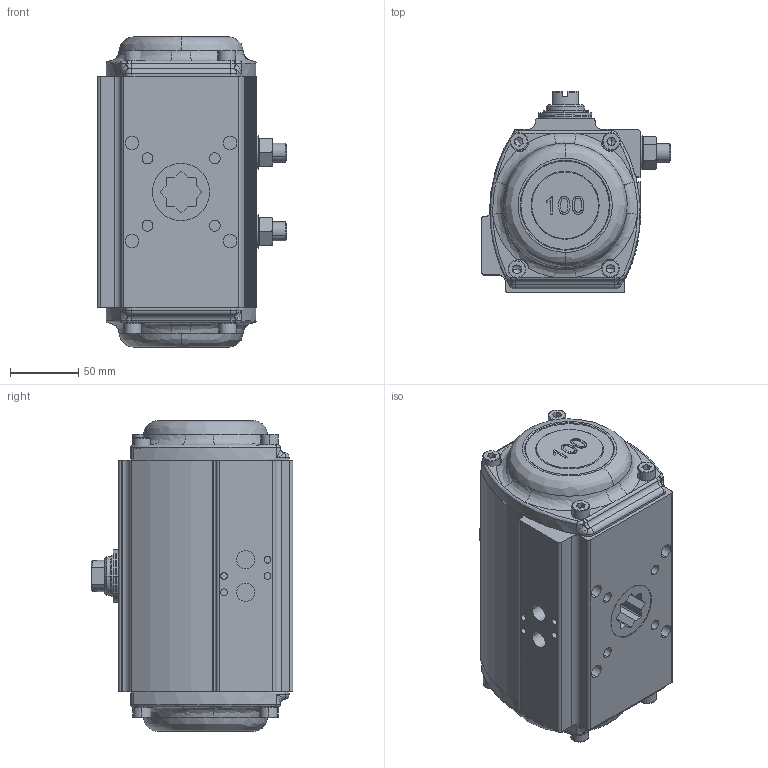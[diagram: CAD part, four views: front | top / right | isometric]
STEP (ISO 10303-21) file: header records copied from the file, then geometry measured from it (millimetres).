
FILE_DESCRIPTION (( 'STEP AP203' ), '1' );
FILE_NAME ('RD100.STEP', '2024-11-11T06:23:50', ( 'noh' ), ( '' ), 'SwSTEP 2.0', 'SolidWorks 2017', '' );
FILE_SCHEMA (( 'CONFIG_CONTROL_DESIGN' ));
Length unit declared in the file: millimetre
Products named in the file (11): R100 Body; 100 Shaft; 蝶饜ぷ 獐お_KS 1028 ConeP - M12 x 10-N; socket head cap screw_ks_KS 1003 - M8 x 16 x 16-S; 蝶饜ぷ 諦凜; AD100 Cover; 蝶饜ぷ 傘お_KS 1012 S2- M14-W-N; RD100; 100 鼻睡 睡諒; 100 鼻睡 睡諒 2; 100 鼻睡 蝶鹿葭_KS 1336 E - 28
Assembly tree (22 placements, depth 2):
  RD100
    R100 Body
    100 Shaft
    socket head cap screw_ks_KS 1003 - M8 x 16 x 16-S  x8
    蝶饜ぷ 諦凜  x2
    蝶饜ぷ 傘お_KS 1012 S2- M14-W-N  x2
    100 鼻睡 睡諒  x2
    100 鼻睡 蝶鹿葭_KS 1336 E - 28
    蝶饜ぷ 獐お_KS 1028 ConeP - M12 x 10-N  x2
    100 鼻睡 睡諒 2
    AD100 Cover  x2
Bounding box: 139 x 148 x 229.1 mm (x, y, z)
Volume: 2797649.2 mm3; surface area: 237096.1 mm2
Topology: 22 solids, 22 shells, 1306 faces, 2848 edges, 1615 vertices
Faces by surface type: cylinder 442, cone 427, plane 305, bspline 80, torus 52
Entity records: 17587 total; most frequent: CARTESIAN_POINT 4871, DIRECTION 2495, ORIENTED_EDGE 2246, EDGE_CURVE 1123, AXIS2_PLACEMENT_3D 995, VERTEX_POINT 702, EDGE_LOOP 545, CIRCLE 524
